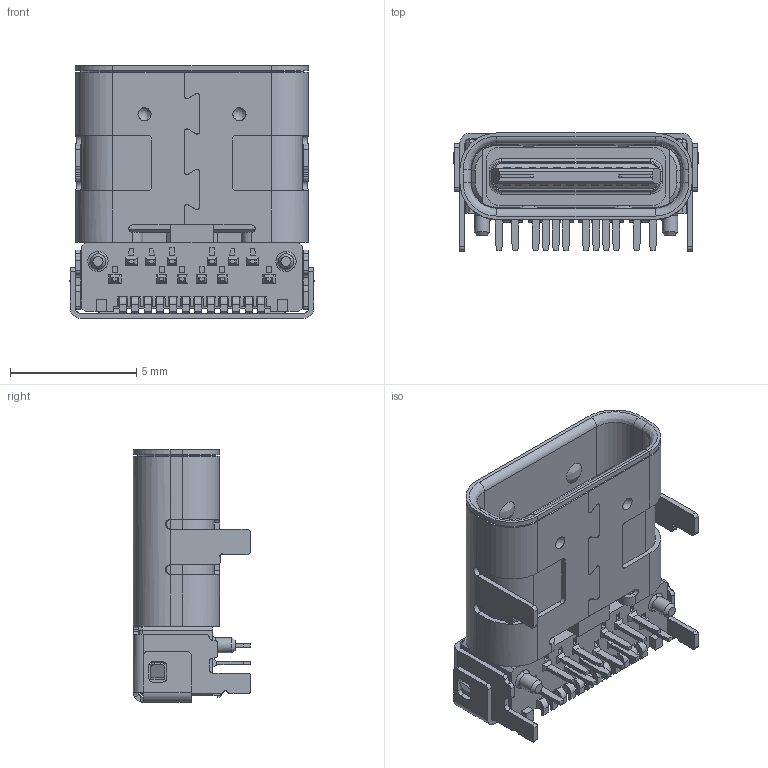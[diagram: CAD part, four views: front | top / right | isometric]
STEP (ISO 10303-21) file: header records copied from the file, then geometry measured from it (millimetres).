
FILE_DESCRIPTION(/* description */ ('STEP AP203'),/* implementation_level */ '2;1');
FILE_NAME(/* name */ 'USB4055-30-A',/* time_stamp */ '2022-11-19T13:40:03+01:00',/* author */ ('License CC BY-ND 4.0'),/* organization */ ('CADENAS'),/* preprocessor_version */ 'ST-DEVELOPER v18.102',/* originating_system */ 'PARTsolutions',/* authorisation */ ' ');
FILE_SCHEMA (('CONFIG_CONTROL_DESIGN'));
Length unit declared in the file: millimetre
Products named in the file (2): USB4055-30-A; USB4055-30-A_PART1
Assembly tree (1 placements, depth 2):
  USB4055-30-A
    USB4055-30-A_PART1
Bounding box: 9.71 x 4.66 x 10 mm (x, y, z)
Volume: 174.1 mm3; surface area: 1051.9 mm2
Topology: 1 solids, 75 shells, 1763 faces, 4534 edges, 2942 vertices
Faces by surface type: plane 1393, cylinder 282, bspline 58, cone 30
Full cylindrical faces by diameter (mm): 0.6 x4, 0.65 x4
Entity records: 66132 total; most frequent: CARTESIAN_POINT 10934, ORIENTED_EDGE 9020, DIRECTION 8425, EDGE_CURVE 4510, LINE 3735, VECTOR 3735, VERTEX_POINT 2936, AXIS2_PLACEMENT_3D 2345
